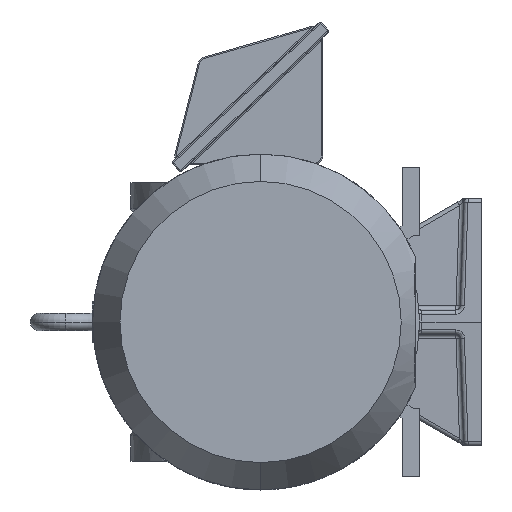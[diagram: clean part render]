
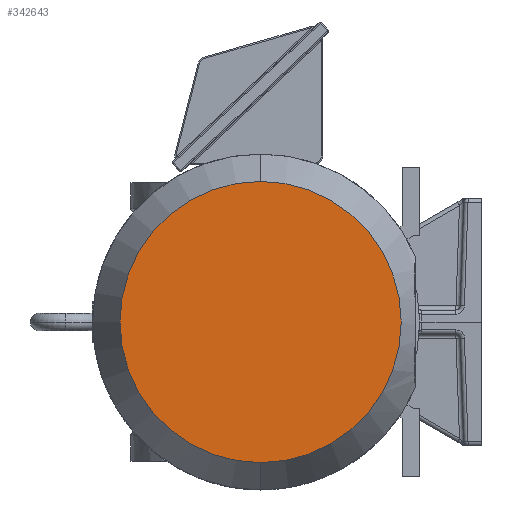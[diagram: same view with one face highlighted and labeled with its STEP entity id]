
A CAD part, left-side view. The second image highlights one B-rep face of the part: STEP entity #342643.
In plain terms, the highlighted planar face has unit normal (-1, 0, 0).
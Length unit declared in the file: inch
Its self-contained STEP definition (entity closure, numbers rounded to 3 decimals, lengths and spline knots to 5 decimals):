
#3150 = VERTEX_POINT ( 'NONE', #57400 ) ;
#19164 = DIRECTION ( 'NONE',  ( 1., 0., 0. ) ) ;
#26022 = AXIS2_PLACEMENT_3D ( 'NONE', #287183, #228765, #57514 ) ;
#46981 = CARTESIAN_POINT ( 'NONE',  ( -15.375, 0., 0. ) ) ;
#50654 = DIRECTION ( 'NONE',  ( 0., 0., -1. ) ) ;
#57400 = CARTESIAN_POINT ( 'NONE',  ( -15.375, 0., 3.97683 ) ) ;
#57514 = DIRECTION ( 'NONE',  ( 0., 0., 1. ) ) ;
#59963 = PLANE ( 'NONE',  #26022 ) ;
#62512 = CIRCLE ( 'NONE', #197129, 3.97683 ) ;
#83223 = EDGE_LOOP ( 'NONE', ( #320968, #247220 ) ) ;
#87111 = CARTESIAN_POINT ( 'NONE',  ( -15.375, 0., -3.97683 ) ) ;
#104104 = DIRECTION ( 'NONE',  ( 1., 0., 0. ) ) ;
#108033 = VERTEX_POINT ( 'NONE', #87111 ) ;
#146924 = EDGE_CURVE ( 'Defeatured_0_3984+Defeatured_0_3973+Defeatured_0_3973+Defeatured_0_3973', #108033, #3150, #224808, .T. ) ;
#197129 = AXIS2_PLACEMENT_3D ( 'NONE', #46981, #104104, #50654 ) ;
#224808 = CIRCLE ( 'NONE', #320748, 3.97683 ) ;
#228765 = DIRECTION ( 'NONE',  ( -1., 0., 0. ) ) ;
#247220 = ORIENTED_EDGE ( 'NONE', *, *, #333730, .F. ) ;
#261953 = FACE_OUTER_BOUND ( 'NONE', #83223, .T. ) ;
#287183 = CARTESIAN_POINT ( 'NONE',  ( -15.375, 3.97683, 0. ) ) ;
#304794 = DIRECTION ( 'NONE',  ( 0., 0., -1. ) ) ;
#320748 = AXIS2_PLACEMENT_3D ( 'NONE', #359453, #19164, #304794 ) ;
#320968 = ORIENTED_EDGE ( 'NONE', *, *, #146924, .F. ) ;
#333730 = EDGE_CURVE ( 'Defeatured_0_3984+Defeatured_0_3973+Defeatured_0_3973+Defeatured_0_3973', #3150, #108033, #62512, .T. ) ;
#342643 = ADVANCED_FACE ( 'Defeatured_0_3973', ( #261953 ), #59963, .T. ) ;
#359453 = CARTESIAN_POINT ( 'NONE',  ( -15.375, 0., 0. ) ) ;
